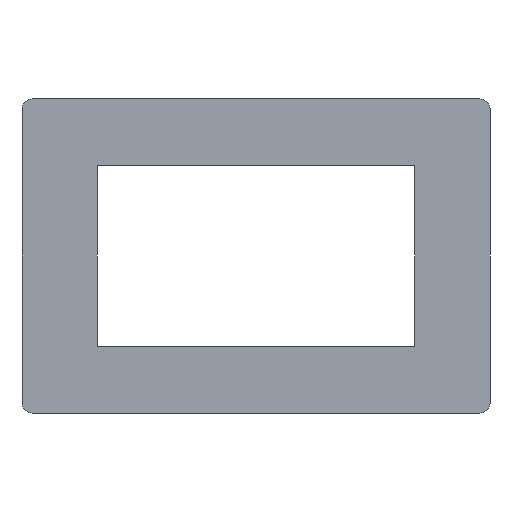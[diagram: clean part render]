
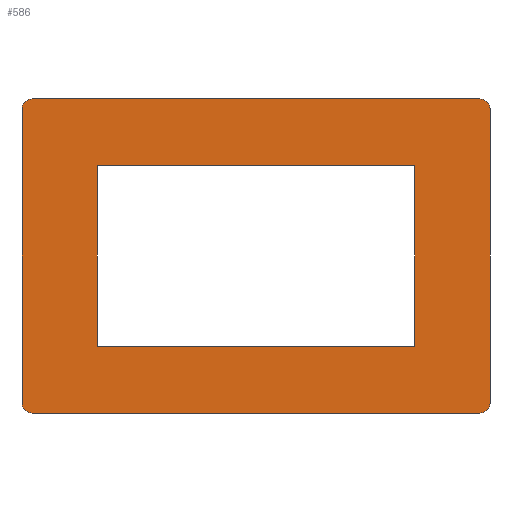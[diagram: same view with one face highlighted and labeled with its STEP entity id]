
A CAD part, front view. The second image highlights one B-rep face of the part: STEP entity #586.
In plain terms, the highlighted planar face has unit normal (0, -1, 0).
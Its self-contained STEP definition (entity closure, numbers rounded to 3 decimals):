
#1=DIRECTION('',(1.,0.,0.));
#2=VECTOR('',#1,95.);
#3=CARTESIAN_POINT('',(-47.5,0.,26.95));
#4=LINE('',#3,#2);
#5=DIRECTION('',(0.,0.,1.));
#6=VECTOR('',#5,53.9);
#7=CARTESIAN_POINT('',(-47.5,0.,-26.95));
#8=LINE('',#7,#6);
#9=DIRECTION('',(-1.,0.,0.));
#10=VECTOR('',#9,95.);
#11=CARTESIAN_POINT('',(47.5,0.,-26.95));
#12=LINE('',#11,#10);
#13=DIRECTION('',(0.,0.,-1.));
#14=VECTOR('',#13,53.9);
#15=CARTESIAN_POINT('',(47.5,0.,26.95));
#16=LINE('',#15,#14);
#17=CARTESIAN_POINT('',(-67.,0.,-44.));
#18=DIRECTION('',(0.,-1.,0.));
#19=DIRECTION('',(-1.,0.,0.));
#20=AXIS2_PLACEMENT_3D('',#17,#18,#19);
#22=DIRECTION('',(0.,0.,1.));
#23=VECTOR('',#22,88.);
#24=CARTESIAN_POINT('',(-70.,0.,-44.));
#25=LINE('',#24,#23);
#26=CARTESIAN_POINT('',(-67.,0.,44.));
#27=DIRECTION('',(0.,-1.,0.));
#28=DIRECTION('',(0.,0.,1.));
#29=AXIS2_PLACEMENT_3D('',#26,#27,#28);
#31=DIRECTION('',(1.,0.,0.));
#32=VECTOR('',#31,134.);
#33=CARTESIAN_POINT('',(-67.,0.,47.));
#34=LINE('',#33,#32);
#35=CARTESIAN_POINT('',(67.,0.,44.));
#36=DIRECTION('',(0.,-1.,0.));
#37=DIRECTION('',(1.,0.,0.));
#38=AXIS2_PLACEMENT_3D('',#35,#36,#37);
#40=DIRECTION('',(0.,0.,-1.));
#41=VECTOR('',#40,88.);
#42=CARTESIAN_POINT('',(70.,0.,44.));
#43=LINE('',#42,#41);
#44=CARTESIAN_POINT('',(67.,0.,-44.));
#45=DIRECTION('',(0.,-1.,0.));
#46=DIRECTION('',(0.,0.,-1.));
#47=AXIS2_PLACEMENT_3D('',#44,#45,#46);
#49=DIRECTION('',(-1.,0.,0.));
#50=VECTOR('',#49,134.);
#51=CARTESIAN_POINT('',(67.,0.,-47.));
#52=LINE('',#51,#50);
#441=CARTESIAN_POINT('',(-47.5,0.,26.95));
#442=CARTESIAN_POINT('',(47.5,0.,26.95));
#443=VERTEX_POINT('',#441);
#444=VERTEX_POINT('',#442);
#445=CARTESIAN_POINT('',(47.5,0.,-26.95));
#446=VERTEX_POINT('',#445);
#447=CARTESIAN_POINT('',(-47.5,0.,-26.95));
#448=VERTEX_POINT('',#447);
#521=CARTESIAN_POINT('',(-70.,0.,-44.));
#522=CARTESIAN_POINT('',(-67.,0.,-47.));
#523=VERTEX_POINT('',#521);
#524=VERTEX_POINT('',#522);
#529=CARTESIAN_POINT('',(-67.,0.,47.));
#530=CARTESIAN_POINT('',(-70.,0.,44.));
#531=VERTEX_POINT('',#529);
#532=VERTEX_POINT('',#530);
#537=CARTESIAN_POINT('',(67.,0.,-47.));
#538=CARTESIAN_POINT('',(70.,0.,-44.));
#539=VERTEX_POINT('',#537);
#540=VERTEX_POINT('',#538);
#545=CARTESIAN_POINT('',(70.,0.,44.));
#546=CARTESIAN_POINT('',(67.,0.,47.));
#547=VERTEX_POINT('',#545);
#548=VERTEX_POINT('',#546);
#553=CARTESIAN_POINT('',(0.,0.,0.));
#554=DIRECTION('',(0.,1.,0.));
#555=DIRECTION('',(1.,0.,0.));
#556=AXIS2_PLACEMENT_3D('',#553,#554,#555);
#557=PLANE('',#556);
#559=ORIENTED_EDGE('',*,*,#558,.F.);
#561=ORIENTED_EDGE('',*,*,#560,.T.);
#563=ORIENTED_EDGE('',*,*,#562,.F.);
#565=ORIENTED_EDGE('',*,*,#564,.T.);
#567=ORIENTED_EDGE('',*,*,#566,.F.);
#569=ORIENTED_EDGE('',*,*,#568,.T.);
#571=ORIENTED_EDGE('',*,*,#570,.F.);
#573=ORIENTED_EDGE('',*,*,#572,.T.);
#574=EDGE_LOOP('',(#559,#561,#563,#565,#567,#569,#571,#573));
#575=FACE_OUTER_BOUND('',#574,.F.);
#577=ORIENTED_EDGE('',*,*,#576,.F.);
#579=ORIENTED_EDGE('',*,*,#578,.F.);
#581=ORIENTED_EDGE('',*,*,#580,.F.);
#583=ORIENTED_EDGE('',*,*,#582,.F.);
#584=EDGE_LOOP('',(#577,#579,#581,#583));
#585=FACE_BOUND('',#584,.F.);
#586=ADVANCED_FACE('',(#575,#585),#557,.F.);
#21=CIRCLE('',#20,3.);
#30=CIRCLE('',#29,3.);
#39=CIRCLE('',#38,3.);
#48=CIRCLE('',#47,3.);
#558=EDGE_CURVE('',#523,#524,#21,.T.);
#560=EDGE_CURVE('',#523,#532,#25,.T.);
#562=EDGE_CURVE('',#531,#532,#30,.T.);
#564=EDGE_CURVE('',#531,#548,#34,.T.);
#566=EDGE_CURVE('',#547,#548,#39,.T.);
#568=EDGE_CURVE('',#547,#540,#43,.T.);
#570=EDGE_CURVE('',#539,#540,#48,.T.);
#572=EDGE_CURVE('',#539,#524,#52,.T.);
#576=EDGE_CURVE('',#443,#444,#4,.T.);
#578=EDGE_CURVE('',#448,#443,#8,.T.);
#580=EDGE_CURVE('',#446,#448,#12,.T.);
#582=EDGE_CURVE('',#444,#446,#16,.T.);
